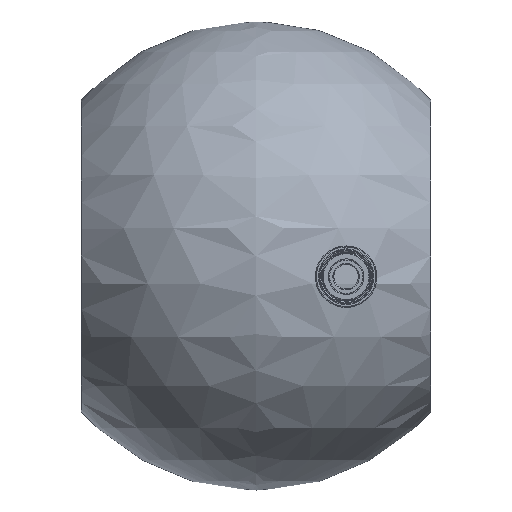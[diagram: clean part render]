
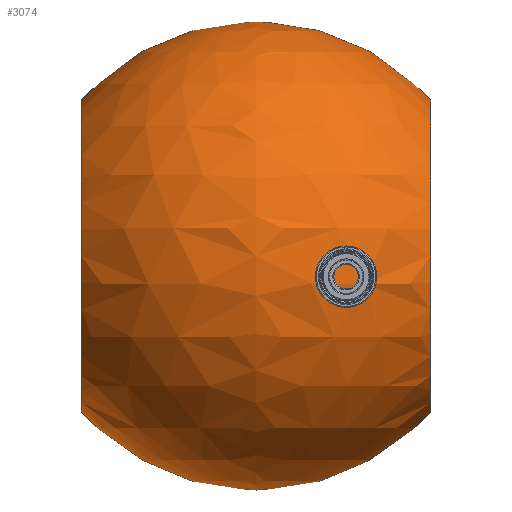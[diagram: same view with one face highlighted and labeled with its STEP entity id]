
A CAD part, left-side view. The second image highlights one B-rep face of the part: STEP entity #3074.
In plain terms, the highlighted spherical face has radius 19.05 mm.
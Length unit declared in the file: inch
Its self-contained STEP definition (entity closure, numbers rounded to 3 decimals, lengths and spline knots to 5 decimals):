
#41=FACE_BOUND('',#804,.T.);
#42=FACE_BOUND('',#805,.T.);
#110=SPHERICAL_SURFACE('',#3539,0.75);
#617=FACE_OUTER_BOUND('',#803,.T.);
#803=EDGE_LOOP('',(#2841,#2842,#2843,#2844,#2845,#2846,#2847,#2848,#2849,
#2850,#2851,#2852));
#804=EDGE_LOOP('',(#2853));
#805=EDGE_LOOP('',(#2854));
#1062=CIRCLE('',#3517,0.74942);
#1063=CIRCLE('',#3519,0.74942);
#1064=CIRCLE('',#3521,0.74942);
#1065=CIRCLE('',#3522,0.74942);
#1066=CIRCLE('',#3524,0.74942);
#1067=CIRCLE('',#3527,0.74942);
#1068=CIRCLE('',#3528,0.74942);
#1069=CIRCLE('',#3530,0.74942);
#1070=CIRCLE('',#3532,0.74942);
#1071=CIRCLE('',#3534,0.74942);
#1072=CIRCLE('',#3537,0.5);
#1073=CIRCLE('',#3538,0.5);
#1074=CIRCLE('',#3540,0.75);
#1395=VERTEX_POINT('',#7952);
#1396=VERTEX_POINT('',#7953);
#1399=VERTEX_POINT('',#7961);
#1401=VERTEX_POINT('',#7967);
#1403=VERTEX_POINT('',#7971);
#1404=VERTEX_POINT('',#7979);
#1405=VERTEX_POINT('',#7980);
#1408=VERTEX_POINT('',#7986);
#1409=VERTEX_POINT('',#7990);
#1411=VERTEX_POINT('',#7996);
#1413=VERTEX_POINT('',#8006);
#1414=VERTEX_POINT('',#8008);
#1865=EDGE_CURVE('',#1395,#1396,#1062,.T.);
#1869=EDGE_CURVE('',#1396,#1399,#1063,.T.);
#1872=EDGE_CURVE('',#1399,#1401,#1064,.T.);
#1875=EDGE_CURVE('',#1401,#1403,#1065,.T.);
#1876=EDGE_CURVE('',#1403,#1395,#1066,.T.);
#1878=EDGE_CURVE('',#1404,#1405,#1067,.T.);
#1882=EDGE_CURVE('',#1405,#1408,#1068,.T.);
#1883=EDGE_CURVE('',#1408,#1409,#1069,.T.);
#1886=EDGE_CURVE('',#1409,#1411,#1070,.T.);
#1889=EDGE_CURVE('',#1411,#1404,#1071,.T.);
#1891=EDGE_CURVE('',#1413,#1413,#1072,.T.);
#1893=EDGE_CURVE('',#1414,#1414,#1073,.T.);
#1894=EDGE_CURVE('',#1405,#1401,#1074,.T.);
#2841=ORIENTED_EDGE('',*,*,#1886,.T.);
#2842=ORIENTED_EDGE('',*,*,#1889,.T.);
#2843=ORIENTED_EDGE('',*,*,#1878,.T.);
#2844=ORIENTED_EDGE('',*,*,#1894,.T.);
#2845=ORIENTED_EDGE('',*,*,#1875,.T.);
#2846=ORIENTED_EDGE('',*,*,#1876,.T.);
#2847=ORIENTED_EDGE('',*,*,#1865,.T.);
#2848=ORIENTED_EDGE('',*,*,#1869,.T.);
#2849=ORIENTED_EDGE('',*,*,#1872,.T.);
#2850=ORIENTED_EDGE('',*,*,#1894,.F.);
#2851=ORIENTED_EDGE('',*,*,#1882,.T.);
#2852=ORIENTED_EDGE('',*,*,#1883,.T.);
#2853=ORIENTED_EDGE('',*,*,#1893,.T.);
#2854=ORIENTED_EDGE('',*,*,#1891,.T.);
#3074=ADVANCED_FACE('',(#617,#41,#42),#110,.T.);
#3517=AXIS2_PLACEMENT_3D('',#7954,#4402,#4403);
#3519=AXIS2_PLACEMENT_3D('',#7962,#4409,#4410);
#3521=AXIS2_PLACEMENT_3D('',#7968,#4415,#4416);
#3522=AXIS2_PLACEMENT_3D('',#7973,#4419,#4420);
#3524=AXIS2_PLACEMENT_3D('',#7975,#4423,#4424);
#3527=AXIS2_PLACEMENT_3D('',#7981,#4430,#4431);
#3528=AXIS2_PLACEMENT_3D('',#7988,#4435,#4436);
#3530=AXIS2_PLACEMENT_3D('',#7991,#4439,#4440);
#3532=AXIS2_PLACEMENT_3D('',#7997,#4445,#4446);
#3534=AXIS2_PLACEMENT_3D('',#8002,#4451,#4452);
#3537=AXIS2_PLACEMENT_3D('',#8007,#4458,#4459);
#3538=AXIS2_PLACEMENT_3D('',#8010,#4461,#4462);
#3539=AXIS2_PLACEMENT_3D('',#8011,#4463,#4464);
#3540=AXIS2_PLACEMENT_3D('',#8012,#4465,#4466);
#4402=DIRECTION('center_axis',(1.,0.,0.));
#4403=DIRECTION('ref_axis',(0.,0.,1.));
#4409=DIRECTION('center_axis',(0.,1.,0.));
#4410=DIRECTION('ref_axis',(0.,0.,-1.));
#4415=DIRECTION('center_axis',(-1.,0.,0.));
#4416=DIRECTION('ref_axis',(0.,0.,-1.));
#4419=DIRECTION('center_axis',(-1.,0.,0.));
#4420=DIRECTION('ref_axis',(0.,0.,-1.));
#4423=DIRECTION('center_axis',(0.,-1.,0.));
#4424=DIRECTION('ref_axis',(0.,0.,1.));
#4430=DIRECTION('center_axis',(-1.,0.,0.));
#4431=DIRECTION('ref_axis',(0.,0.,-1.));
#4435=DIRECTION('center_axis',(-1.,0.,0.));
#4436=DIRECTION('ref_axis',(0.,0.,-1.));
#4439=DIRECTION('center_axis',(0.,1.,0.));
#4440=DIRECTION('ref_axis',(0.,0.,-1.));
#4445=DIRECTION('center_axis',(1.,0.,0.));
#4446=DIRECTION('ref_axis',(0.,0.,1.));
#4451=DIRECTION('center_axis',(0.,-1.,0.));
#4452=DIRECTION('ref_axis',(0.,0.,1.));
#4458=DIRECTION('center_axis',(0.,1.,0.));
#4459=DIRECTION('ref_axis',(1.,0.,0.));
#4461=DIRECTION('center_axis',(0.,-1.,0.));
#4462=DIRECTION('ref_axis',(1.,0.,0.));
#4463=DIRECTION('center_axis',(0.,0.,1.));
#4464=DIRECTION('ref_axis',(1.,0.,0.));
#4465=DIRECTION('center_axis',(0.,-1.,0.));
#4466=DIRECTION('ref_axis',(-1.,0.,0.));
#7952=CARTESIAN_POINT('',(0.02953,-0.02953,-0.74884));
#7953=CARTESIAN_POINT('',(0.02953,0.02953,-0.74884));
#7954=CARTESIAN_POINT('Origin',(0.02953,0.,
0.));
#7961=CARTESIAN_POINT('',(-0.02953,0.02953,-0.74884));
#7962=CARTESIAN_POINT('Origin',(0.,0.02953,
0.));
#7967=CARTESIAN_POINT('',(-0.02953,0.,-0.74942));
#7968=CARTESIAN_POINT('Origin',(-0.02953,0.,
0.));
#7971=CARTESIAN_POINT('',(-0.02953,-0.02953,-0.74884));
#7973=CARTESIAN_POINT('Origin',(-0.02953,0.,
0.));
#7975=CARTESIAN_POINT('Origin',(0.,-0.02953,0.));
#7979=CARTESIAN_POINT('',(-0.02953,-0.02953,0.74884));
#7980=CARTESIAN_POINT('',(-0.02953,0.,0.74942));
#7981=CARTESIAN_POINT('Origin',(-0.02953,0.,
0.));
#7986=CARTESIAN_POINT('',(-0.02953,0.02953,0.74884));
#7988=CARTESIAN_POINT('Origin',(-0.02953,0.,
0.));
#7990=CARTESIAN_POINT('',(0.02953,0.02953,0.74884));
#7991=CARTESIAN_POINT('Origin',(0.,0.02953,
0.));
#7996=CARTESIAN_POINT('',(0.02953,-0.02953,0.74884));
#7997=CARTESIAN_POINT('Origin',(0.02953,0.,
0.));
#8002=CARTESIAN_POINT('Origin',(0.,-0.02953,0.));
#8006=CARTESIAN_POINT('',(-0.5,-0.55902,0.));
#8007=CARTESIAN_POINT('Origin',(0.,-0.55902,0.));
#8008=CARTESIAN_POINT('',(-0.5,0.55902,0.));
#8010=CARTESIAN_POINT('Origin',(0.,0.55902,0.));
#8011=CARTESIAN_POINT('Origin',(0.,0.,0.));
#8012=CARTESIAN_POINT('Origin',(0.,0.,0.));
